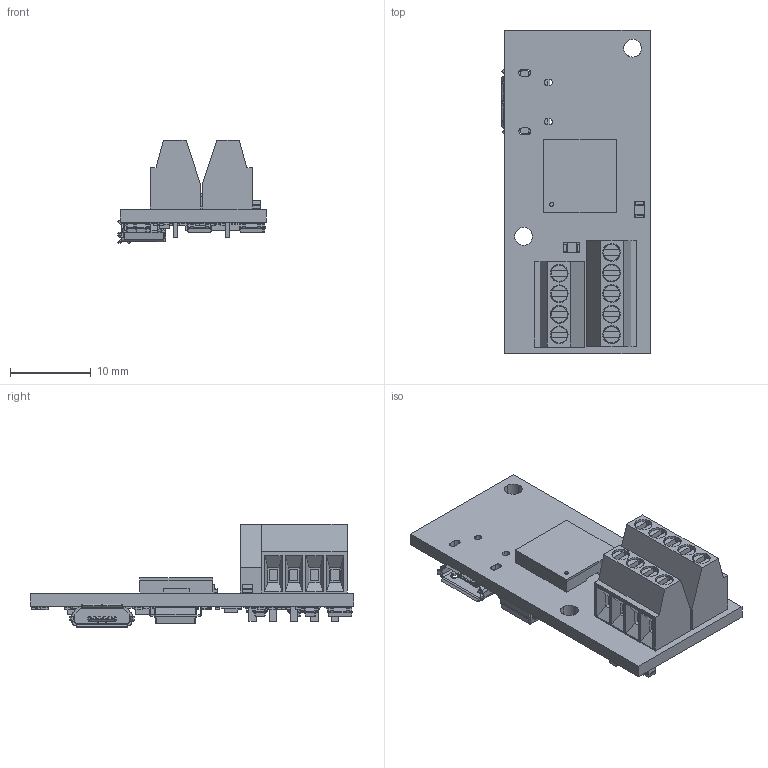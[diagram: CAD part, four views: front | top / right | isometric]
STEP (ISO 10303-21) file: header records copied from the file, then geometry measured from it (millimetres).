
FILE_DESCRIPTION(('CATIA V5 STEP Exchange','CAx-IF Rec.Pracs.--- Model Styling and Organization---1.4--- 2014-01-23','CAx-IF Rec.Pracs.---3D Tessellated Data Validation Properties---0.5---2014-09-14'),'2;1');
FILE_NAME('LEO.stp','2024-12-24T20:43:45+00:00',('none'),('none'),'CATIA Version 5-6 Release 2019 SP6','CATIA V5 STEP AP242 v1','none');
FILE_SCHEMA(('AP242_MANAGED_MODEL_BASED_3D_ENGINEERING_MIM_LF {1 0 10303 442 1 1 4}'));
Products named in the file (26): Lyrav3r2 1; PKMCS0909E4000-R1; PKMCS0909E4000-R1_Duplicated_11; TerminalBlock_Phoenix_MPT-0,5-5-2.54_1x05_P2.54mm_Horizontal; TerminalBlock_Phoenix_MPT_05_5_254_1x05_P254mm_Horizontal; TerminalBlock_Phoenix_MPT-0,5-4-2.54_1x04_P2.54mm_Horizontal; TerminalBlock_Phoenix_MPT_05_4_254_1x04_P254mm_Horizontal; LED_0805_2012Metric; LED_0805_2012Metric_Duplicated_12; R_0402_1005Metric; R_0402_1005Metric_Duplicated_13; C_0402_1005Metric; SOT-23; SOT_23; SOIC-8_5.275x5.275mm_P1.27mm; SOIC_8_5275x5275mm_P127mm; D_SOD-323F; D_SOD_323F; QFN-56-1EP_7x7mm_P0.4mm_EP3.2x3.2mm; QFN_56_1EP_7x7mm_P04mm_EP32x32mm; C_0603_1608Metric; BMI088; BMI088_Duplicated_16; USB_Micro-B_Molex_47346-0001; USB_Micro-B_Molex_47346-0001_Duplicated_17; lyrav3r2_PCB
Assembly tree (77 placements, depth 3):
  Lyrav3r2 1
    PKMCS0909E4000-R1
      PKMCS0909E4000-R1_Duplicated_11
    TerminalBlock_Phoenix_MPT-0,5-5-2.54_1x05_P2.54mm_Horizontal
      TerminalBlock_Phoenix_MPT_05_5_254_1x05_P254mm_Horizontal
    TerminalBlock_Phoenix_MPT-0,5-4-2.54_1x04_P2.54mm_Horizontal
      TerminalBlock_Phoenix_MPT_05_4_254_1x04_P254mm_Horizontal
    LED_0805_2012Metric  x2
      LED_0805_2012Metric_Duplicated_12
    R_0402_1005Metric  x22
      R_0402_1005Metric_Duplicated_13
    C_0402_1005Metric  x23
      R_0402_1005Metric_Duplicated_13
    SOT-23  x6
      SOT_23
    SOIC-8_5.275x5.275mm_P1.27mm
      SOIC_8_5275x5275mm_P127mm
    D_SOD-323F
      D_SOD_323F
    QFN-56-1EP_7x7mm_P0.4mm_EP3.2x3.2mm
      QFN_56_1EP_7x7mm_P04mm_EP32x32mm
    C_0603_1608Metric
      R_0402_1005Metric_Duplicated_13
    BMI088  x2
      BMI088_Duplicated_16
    USB_Micro-B_Molex_47346-0001
      USB_Micro-B_Molex_47346-0001_Duplicated_17
    lyrav3r2_PCB
Bounding box: 18.32 x 40 x 12.8 mm (x, y, z)
Volume: 2374.6 mm3; surface area: 4855.2 mm2
Topology: 103 solids, 103 shells, 3588 faces, 9326 edges, 6000 vertices
Faces by surface type: plane 2645, cylinder 563, bspline 380
Entity records: 54902 total; most frequent: CARTESIAN_POINT 13107, ORIENTED_EDGE 9618, DIRECTION 5822, EDGE_CURVE 4809, VECTOR 3729, LINE 3729, VERTEX_POINT 3124, EDGE_LOOP 1890
